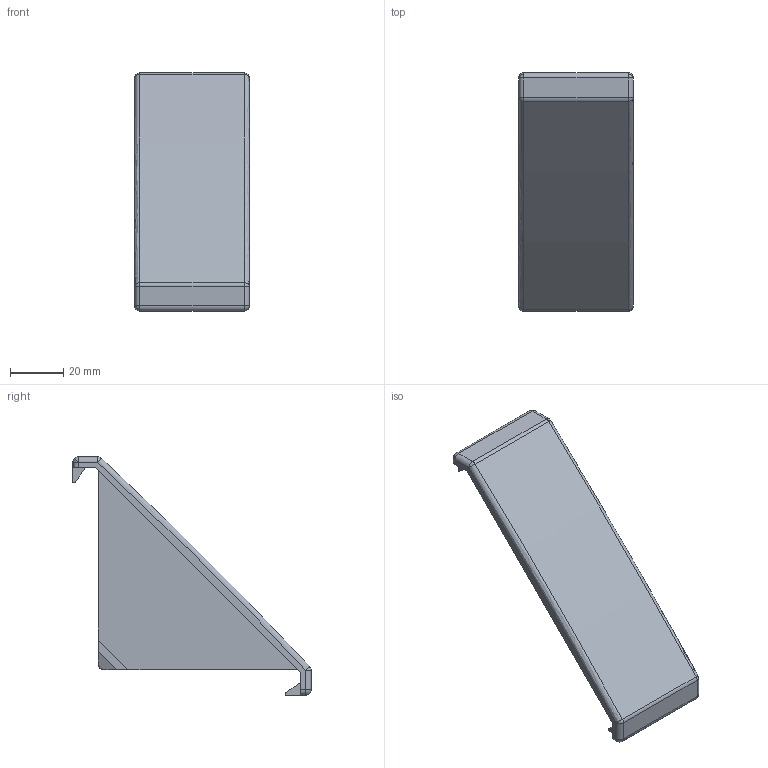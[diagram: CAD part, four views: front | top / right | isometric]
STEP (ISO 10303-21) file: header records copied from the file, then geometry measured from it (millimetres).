
FILE_DESCRIPTION (( 'STEP AP203' ), '1' );
FILE_NAME ('412523572_c_1.STEP', '2023-03-06T05:38:47', ( '' ), ( '' ), 'SwSTEP 2.0', 'SolidWorks 2014', '' );
FILE_SCHEMA (( 'CONFIG_CONTROL_DESIGN' ));
Length unit declared in the file: millimetre
Products named in the file (1): 412523572_c_1
Bounding box: 43 x 89.28 x 89.28 mm (x, y, z)
Volume: 29829.9 mm3; surface area: 19060 mm2
Topology: 1 solids, 1 shells, 68 faces, 174 edges, 102 vertices
Faces by surface type: plane 35, cylinder 21, bspline 12
Entity records: 2192 total; most frequent: CARTESIAN_POINT 528, ORIENTED_EDGE 336, DIRECTION 330, EDGE_CURVE 168, LINE 114, VECTOR 114, AXIS2_PLACEMENT_3D 108, VERTEX_POINT 102
